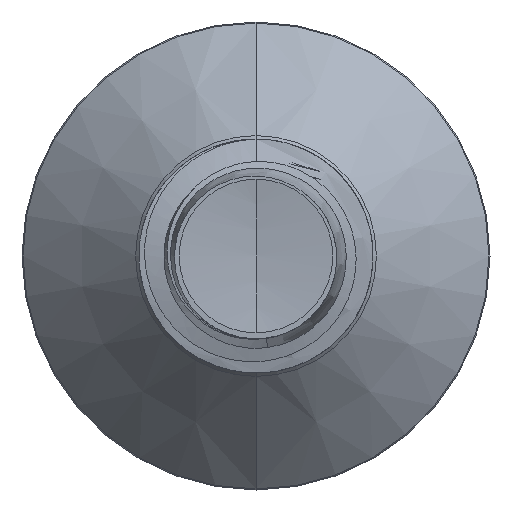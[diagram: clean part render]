
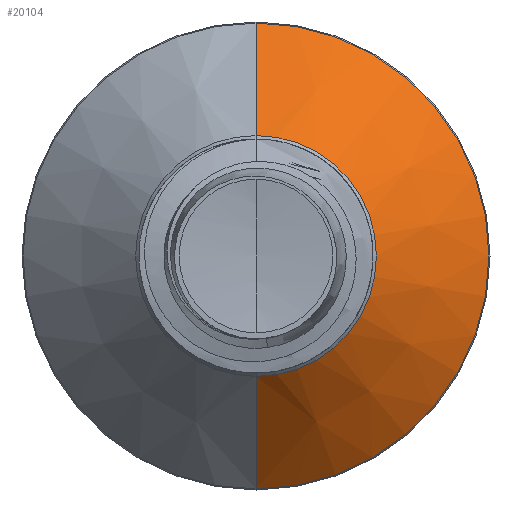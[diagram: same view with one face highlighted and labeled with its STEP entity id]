
A CAD part, front view. The second image highlights one B-rep face of the part: STEP entity #20104.
In plain terms, the highlighted conical face has half-angle 45 degrees and reference radius 3.088 mm.
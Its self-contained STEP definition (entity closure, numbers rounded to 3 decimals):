
#623 = DIRECTION ( 'NONE',  ( 0., 1., 0. ) ) ;
#3273 = AXIS2_PLACEMENT_3D ( 'NONE', #21132, #29316, #23897 ) ;
#3575 = VECTOR ( 'NONE', #5446, 1000. ) ;
#4384 = ORIENTED_EDGE ( 'NONE', *, *, #35485, .F. ) ;
#5104 = CARTESIAN_POINT ( 'NONE',  ( 0., 24.124, -5.974 ) ) ;
#5446 = DIRECTION ( 'NONE',  ( 0., 0.707, 0.707 ) ) ;
#6134 = AXIS2_PLACEMENT_3D ( 'NONE', #16931, #35663, #19886 ) ;
#8855 = ORIENTED_EDGE ( 'NONE', *, *, #28162, .T. ) ;
#9064 = CIRCLE ( 'NONE', #6134, 5.974 ) ;
#12442 = ORIENTED_EDGE ( 'NONE', *, *, #14886, .F. ) ;
#13293 = FACE_OUTER_BOUND ( 'NONE', #36057, .T. ) ;
#14886 = EDGE_CURVE ( 'NONE', #32125, #20687, #24257, .T. ) ;
#16418 = CARTESIAN_POINT ( 'NONE',  ( 0., 21.239, -3.089 ) ) ;
#16914 = LINE ( 'NONE', #32383, #30827 ) ;
#16931 = CARTESIAN_POINT ( 'NONE',  ( 0., 24.124, 0. ) ) ;
#17177 = CARTESIAN_POINT ( 'NONE',  ( 0., 21.239, 3.089 ) ) ;
#17778 = VERTEX_POINT ( 'NONE', #5104 ) ;
#17781 = ORIENTED_EDGE ( 'NONE', *, *, #29921, .T. ) ;
#18434 = CARTESIAN_POINT ( 'NONE',  ( 0., 21.239, 0. ) ) ;
#19886 = DIRECTION ( 'NONE',  ( 0., 0., 1. ) ) ;
#20104 = ADVANCED_FACE ( 'NONE', ( #13293 ), #33564, .T. ) ;
#20687 = VERTEX_POINT ( 'NONE', #36102 ) ;
#21132 = CARTESIAN_POINT ( 'NONE',  ( 0., 21.239, 0. ) ) ;
#21354 = DIRECTION ( 'NONE',  ( 0., 0., 1. ) ) ;
#23897 = DIRECTION ( 'NONE',  ( 0., 0., 1. ) ) ;
#24257 = LINE ( 'NONE', #17177, #3575 ) ;
#27354 = DIRECTION ( 'NONE',  ( 0., 0.707, -0.707 ) ) ;
#28162 = EDGE_CURVE ( 'NONE', #32125, #33069, #31246, .T. ) ;
#29316 = DIRECTION ( 'NONE',  ( 0., 1., 0. ) ) ;
#29921 = EDGE_CURVE ( 'NONE', #33069, #17778, #16914, .T. ) ;
#30827 = VECTOR ( 'NONE', #27354, 1000. ) ;
#31246 = CIRCLE ( 'NONE', #31769, 3.089 ) ;
#31379 = CARTESIAN_POINT ( 'NONE',  ( 0., 21.239, 3.089 ) ) ;
#31769 = AXIS2_PLACEMENT_3D ( 'NONE', #18434, #623, #21354 ) ;
#32125 = VERTEX_POINT ( 'NONE', #31379 ) ;
#32383 = CARTESIAN_POINT ( 'NONE',  ( 0., 21.239, -3.089 ) ) ;
#33069 = VERTEX_POINT ( 'NONE', #16418 ) ;
#33564 = CONICAL_SURFACE ( 'NONE', #3273, 3.089, 0.785 ) ;
#35485 = EDGE_CURVE ( 'NONE', #20687, #17778, #9064, .T. ) ;
#35663 = DIRECTION ( 'NONE',  ( 0., 1., 0. ) ) ;
#36057 = EDGE_LOOP ( 'NONE', ( #8855, #17781, #4384, #12442 ) ) ;
#36102 = CARTESIAN_POINT ( 'NONE',  ( 0., 24.124, 5.974 ) ) ;
